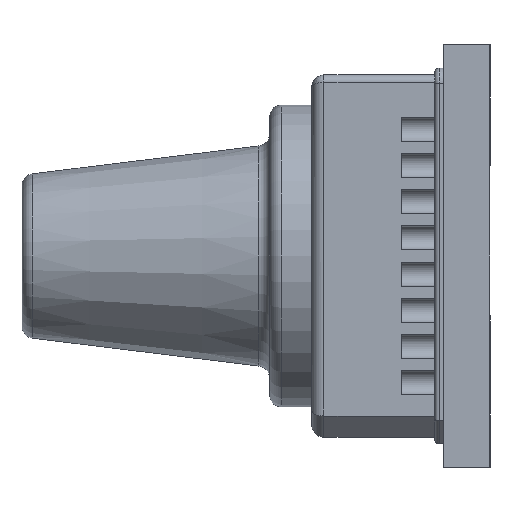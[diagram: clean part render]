
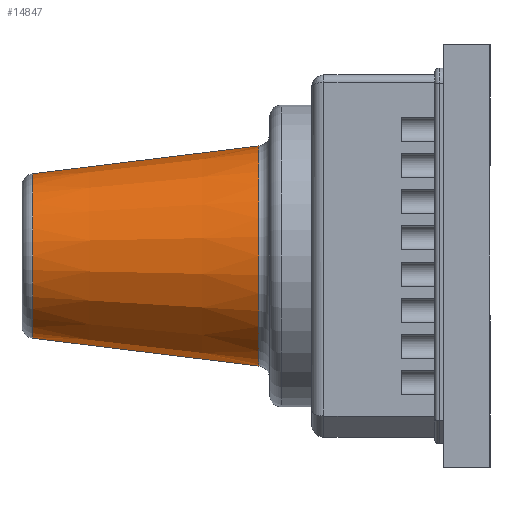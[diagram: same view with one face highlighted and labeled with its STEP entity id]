
A CAD part, left-side view. The second image highlights one B-rep face of the part: STEP entity #14847.
In plain terms, the highlighted conical face has half-angle 7 degrees and reference radius 1.34 mm.
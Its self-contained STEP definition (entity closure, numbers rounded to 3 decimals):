
#2923 = VECTOR ( 'NONE', #23629, 1000. ) ;
#3038 = CIRCLE ( 'NONE', #5708, 1.362 ) ;
#3132 = VECTOR ( 'NONE', #15908, 1000. ) ;
#5708 = AXIS2_PLACEMENT_3D ( 'NONE', #14757, #10301, #19213 ) ;
#5886 = CARTESIAN_POINT ( 'NONE',  ( 0., 2.96, 0. ) ) ;
#7923 = ORIENTED_EDGE ( 'NONE', *, *, #15900, .T. ) ;
#10002 = CARTESIAN_POINT ( 'NONE',  ( 0., 2.96, -1.822 ) ) ;
#10301 = DIRECTION ( 'NONE',  ( 0., -1., 0. ) ) ;
#10378 = DIRECTION ( 'NONE',  ( 0., 0., 1. ) ) ;
#11177 = CARTESIAN_POINT ( 'NONE',  ( 0., 6.709, 1.362 ) ) ;
#11582 = LINE ( 'NONE', #24140, #3132 ) ;
#12278 = AXIS2_PLACEMENT_3D ( 'NONE', #5886, #18741, #10378 ) ;
#13697 = ORIENTED_EDGE ( 'NONE', *, *, #17583, .T. ) ;
#14034 = AXIS2_PLACEMENT_3D ( 'NONE', #21394, #15117, #23506 ) ;
#14757 = CARTESIAN_POINT ( 'NONE',  ( 0., 6.709, 0. ) ) ;
#14847 = ADVANCED_FACE ( 'NONE', ( #19855 ), #15821, .T. ) ;
#15117 = DIRECTION ( 'NONE',  ( 0., -1., 0. ) ) ;
#15821 = CONICAL_SURFACE ( 'NONE', #14034, 1.34, 0.122 ) ;
#15900 = EDGE_CURVE ( 'NONE', #19936, #27302, #24320, .T. ) ;
#15908 = DIRECTION ( 'NONE',  ( 0., -0.993, -0.122 ) ) ;
#15918 = CARTESIAN_POINT ( 'NONE',  ( 0., 6.709, -1.362 ) ) ;
#16048 = EDGE_CURVE ( 'NONE', #21590, #27302, #19294, .T. ) ;
#17583 = EDGE_CURVE ( 'NONE', #24313, #19936, #11582, .T. ) ;
#18741 = DIRECTION ( 'NONE',  ( 0., 1., 0. ) ) ;
#19213 = DIRECTION ( 'NONE',  ( 0., 0., 1. ) ) ;
#19294 = LINE ( 'NONE', #19435, #2923 ) ;
#19435 = CARTESIAN_POINT ( 'NONE',  ( 0., 6.885, 1.34 ) ) ;
#19691 = EDGE_LOOP ( 'NONE', ( #24621, #23967, #13697, #7923 ) ) ;
#19855 = FACE_OUTER_BOUND ( 'NONE', #19691, .T. ) ;
#19936 = VERTEX_POINT ( 'NONE', #10002 ) ;
#21234 = CARTESIAN_POINT ( 'NONE',  ( 0., 2.96, 1.822 ) ) ;
#21394 = CARTESIAN_POINT ( 'NONE',  ( 0., 6.885, 0. ) ) ;
#21590 = VERTEX_POINT ( 'NONE', #11177 ) ;
#23506 = DIRECTION ( 'NONE',  ( 0., 0., -1. ) ) ;
#23629 = DIRECTION ( 'NONE',  ( 0., -0.993, 0.122 ) ) ;
#23967 = ORIENTED_EDGE ( 'NONE', *, *, #26158, .T. ) ;
#24140 = CARTESIAN_POINT ( 'NONE',  ( 0., 6.885, -1.34 ) ) ;
#24313 = VERTEX_POINT ( 'NONE', #15918 ) ;
#24320 = CIRCLE ( 'NONE', #12278, 1.822 ) ;
#24621 = ORIENTED_EDGE ( 'NONE', *, *, #16048, .F. ) ;
#26158 = EDGE_CURVE ( 'NONE', #21590, #24313, #3038, .T. ) ;
#27302 = VERTEX_POINT ( 'NONE', #21234 ) ;
